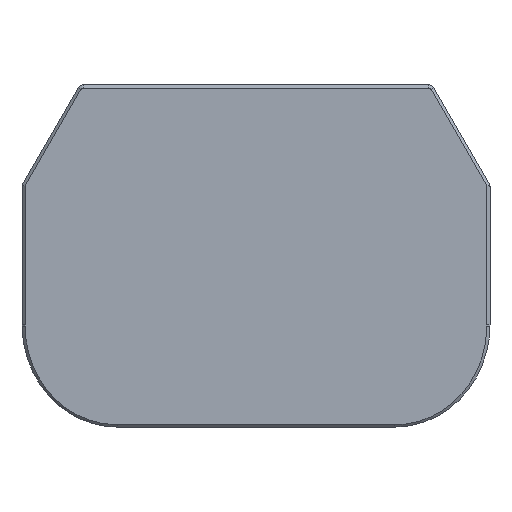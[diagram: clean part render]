
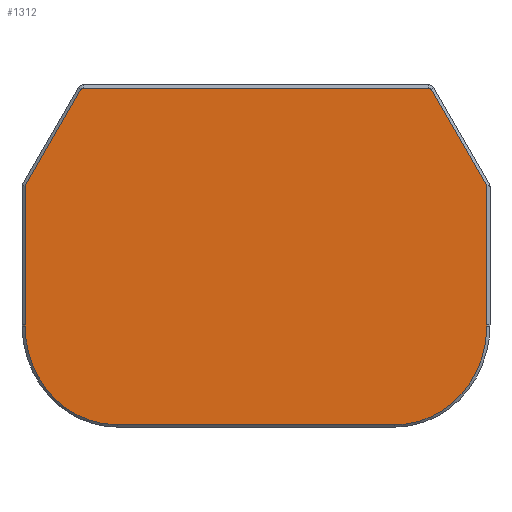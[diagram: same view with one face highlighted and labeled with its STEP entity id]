
A CAD part, front view. The second image highlights one B-rep face of the part: STEP entity #1312.
In plain terms, the highlighted planar face has unit normal (0, -1, 0).
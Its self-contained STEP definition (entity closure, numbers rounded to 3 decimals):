
#63=B_SPLINE_CURVE_WITH_KNOTS('',3,(#1927,#1928,#1929,#1930,#1931,#1932,
#1933),.UNSPECIFIED.,.F.,.F.,(4,1,1,1,4),(-1.571,-1.122,
-0.898,-0.449,0.),
 .UNSPECIFIED.);
#65=B_SPLINE_CURVE_WITH_KNOTS('',3,(#1978,#1979,#1980,#1981,#1982,#1983,
#1984),.UNSPECIFIED.,.F.,.F.,(4,1,1,1,4),(0.,0.449,
0.673,1.122,1.571),.UNSPECIFIED.);
#66=B_SPLINE_CURVE_WITH_KNOTS('',3,(#2001,#2002,#2003,#2004),
 .UNSPECIFIED.,.F.,.F.,(4,4),(3.009,3.046),
 .UNSPECIFIED.);
#68=B_SPLINE_CURVE_WITH_KNOTS('',3,(#2025,#2026,#2027,#2028),
 .UNSPECIFIED.,.F.,.F.,(4,4),(4.104,4.141),
 .UNSPECIFIED.);
#172=CIRCLE('',#1388,1.);
#174=CIRCLE('',#1392,1.);
#245=FACE_OUTER_BOUND('',#333,.T.);
#333=EDGE_LOOP('',(#944,#945,#946,#947,#948,#949,#950,#951,#952,#953,#954,
#955));
#412=LINE('',#1798,#473);
#418=LINE('',#1815,#479);
#421=LINE('',#1828,#482);
#435=LINE('',#1874,#496);
#440=LINE('',#1885,#501);
#443=LINE('',#1936,#504);
#473=VECTOR('',#1504,10.);
#479=VECTOR('',#1520,10.);
#482=VECTOR('',#1533,10.);
#496=VECTOR('',#1569,10.);
#501=VECTOR('',#1578,10.);
#504=VECTOR('',#1583,10.);
#534=VERTEX_POINT('',#1795);
#535=VERTEX_POINT('',#1797);
#538=VERTEX_POINT('',#1805);
#540=VERTEX_POINT('',#1811);
#542=VERTEX_POINT('',#1817);
#546=VERTEX_POINT('',#1827);
#559=VERTEX_POINT('',#1873);
#563=VERTEX_POINT('',#1883);
#564=VERTEX_POINT('',#1914);
#567=VERTEX_POINT('',#1925);
#568=VERTEX_POINT('',#1935);
#570=VERTEX_POINT('',#1968);
#656=EDGE_CURVE('',#534,#535,#412,.T.);
#662=EDGE_CURVE('',#535,#538,#172,.T.);
#665=EDGE_CURVE('',#538,#540,#418,.T.);
#668=EDGE_CURVE('',#540,#542,#174,.T.);
#671=EDGE_CURVE('',#542,#546,#421,.T.);
#691=EDGE_CURVE('',#546,#559,#435,.T.);
#697=EDGE_CURVE('',#563,#534,#440,.T.);
#701=EDGE_CURVE('',#567,#564,#63,.T.);
#702=EDGE_CURVE('',#564,#568,#443,.T.);
#707=EDGE_CURVE('',#568,#570,#65,.T.);
#708=EDGE_CURVE('',#559,#567,#66,.T.);
#710=EDGE_CURVE('',#570,#563,#68,.T.);
#944=ORIENTED_EDGE('',*,*,#656,.F.);
#945=ORIENTED_EDGE('',*,*,#697,.F.);
#946=ORIENTED_EDGE('',*,*,#710,.F.);
#947=ORIENTED_EDGE('',*,*,#707,.F.);
#948=ORIENTED_EDGE('',*,*,#702,.F.);
#949=ORIENTED_EDGE('',*,*,#701,.F.);
#950=ORIENTED_EDGE('',*,*,#708,.F.);
#951=ORIENTED_EDGE('',*,*,#691,.F.);
#952=ORIENTED_EDGE('',*,*,#671,.F.);
#953=ORIENTED_EDGE('',*,*,#668,.F.);
#954=ORIENTED_EDGE('',*,*,#665,.F.);
#955=ORIENTED_EDGE('',*,*,#662,.F.);
#1288=PLANE('',#1409);
#1312=ADVANCED_FACE('',(#245),#1288,.T.);
#1388=AXIS2_PLACEMENT_3D('',#1809,#1514,#1515);
#1392=AXIS2_PLACEMENT_3D('',#1821,#1526,#1527);
#1409=AXIS2_PLACEMENT_3D('',#2033,#1587,#1588);
#1504=DIRECTION('',(0.5,0.,0.866));
#1514=DIRECTION('center_axis',(0.,1.,0.));
#1515=DIRECTION('ref_axis',(-0.5,0.,0.866));
#1520=DIRECTION('',(1.,0.,0.));
#1526=DIRECTION('center_axis',(0.,1.,0.));
#1527=DIRECTION('ref_axis',(0.5,0.,0.866));
#1533=DIRECTION('',(0.5,0.,-0.866));
#1569=DIRECTION('',(0.,0.,-1.));
#1578=DIRECTION('',(0.,0.,1.));
#1583=DIRECTION('',(-1.,0.,0.));
#1587=DIRECTION('center_axis',(0.,-1.,0.));
#1588=DIRECTION('ref_axis',(1.,0.,0.));
#1795=CARTESIAN_POINT('',(-72.664,0.,-187.524));
#1797=CARTESIAN_POINT('',(-55.189,0.,-157.255));
#1798=CARTESIAN_POINT('',(-68.884,0.,-180.977));
#1805=CARTESIAN_POINT('',(-54.323,0.,-156.755));
#1809=CARTESIAN_POINT('Origin',(-54.323,0.,-157.755));
#1811=CARTESIAN_POINT('',(54.323,0.,-156.755));
#1815=CARTESIAN_POINT('',(0.,0.,-156.755));
#1817=CARTESIAN_POINT('',(55.189,0.,-157.255));
#1821=CARTESIAN_POINT('Origin',(54.323,0.,-157.755));
#1827=CARTESIAN_POINT('',(72.664,0.,-187.524));
#1828=CARTESIAN_POINT('',(44.985,0.,-139.582));
#1873=CARTESIAN_POINT('',(72.664,0.,-231.318));
#1874=CARTESIAN_POINT('',(72.664,0.,-201.233));
#1883=CARTESIAN_POINT('',(-72.664,0.,-231.318));
#1885=CARTESIAN_POINT('',(-72.664,0.,-272.733));
#1914=CARTESIAN_POINT('',(43.664,0.,-262.755));
#1925=CARTESIAN_POINT('',(72.664,0.,-231.695));
#1927=CARTESIAN_POINT('Ctrl Pts',(72.664,0.,
-231.695));
#1928=CARTESIAN_POINT('Ctrl Pts',(72.664,0.,
-236.351));
#1929=CARTESIAN_POINT('Ctrl Pts',(71.166,0.,
-243.327));
#1930=CARTESIAN_POINT('Ctrl Pts',(65.344,0.,
-253.233));
#1931=CARTESIAN_POINT('Ctrl Pts',(56.649,0.,
-260.646));
#1932=CARTESIAN_POINT('Ctrl Pts',(47.992,0.,
-262.755));
#1933=CARTESIAN_POINT('Ctrl Pts',(43.664,0.,
-262.755));
#1935=CARTESIAN_POINT('',(-43.664,0.,-262.755));
#1936=CARTESIAN_POINT('',(36.832,0.,-262.755));
#1968=CARTESIAN_POINT('',(-72.664,0.,-231.695));
#1978=CARTESIAN_POINT('Ctrl Pts',(-43.664,0.,
-262.755));
#1979=CARTESIAN_POINT('Ctrl Pts',(-47.992,0.,
-262.755));
#1980=CARTESIAN_POINT('Ctrl Pts',(-54.478,0.,
-261.167));
#1981=CARTESIAN_POINT('Ctrl Pts',(-63.721,0.,
-254.965));
#1982=CARTESIAN_POINT('Ctrl Pts',(-70.674,0.,
-245.663));
#1983=CARTESIAN_POINT('Ctrl Pts',(-72.664,0.,
-236.351));
#1984=CARTESIAN_POINT('Ctrl Pts',(-72.664,0.,
-231.695));
#2001=CARTESIAN_POINT('Ctrl Pts',(72.664,0.,
-231.318));
#2002=CARTESIAN_POINT('Ctrl Pts',(72.664,0.,
-231.444));
#2003=CARTESIAN_POINT('Ctrl Pts',(72.664,0.,
-231.569));
#2004=CARTESIAN_POINT('Ctrl Pts',(72.664,0.,
-231.695));
#2025=CARTESIAN_POINT('Ctrl Pts',(-72.664,0.,
-231.695));
#2026=CARTESIAN_POINT('Ctrl Pts',(-72.664,0.,
-231.569));
#2027=CARTESIAN_POINT('Ctrl Pts',(-72.664,0.,
-231.444));
#2028=CARTESIAN_POINT('Ctrl Pts',(-72.664,0.,
-231.318));
#2033=CARTESIAN_POINT('Origin',(0.,0.,
-211.71));
